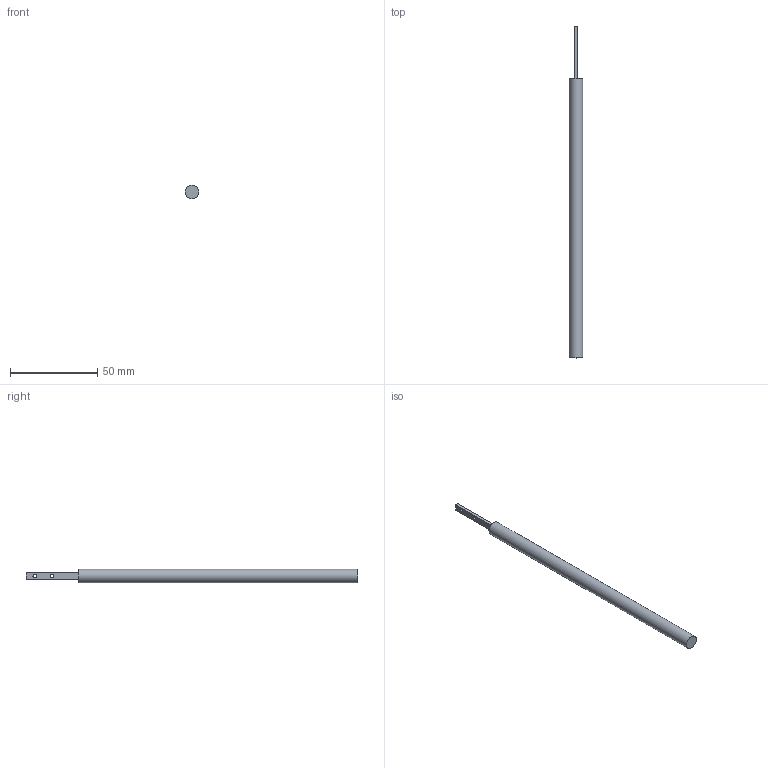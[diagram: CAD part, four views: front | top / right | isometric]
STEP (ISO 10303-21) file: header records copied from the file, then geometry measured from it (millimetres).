
FILE_DESCRIPTION(/* description */ (''),/* implementation_level */ '2;1');
FILE_NAME(/* name */ 'Stereotax adaptor v4.stp',/* time_stamp */ '2018-06-28T06:09:00-07:00',/* author */ ('Ashley'),/* organization */ (''),/* preprocessor_version */ 'ST-DEVELOPER v16.13',/* originating_system */ 'Autodesk Inventor 2018',/* authorisation */ '');
FILE_SCHEMA (('AUTOMOTIVE_DESIGN { 1 0 10303 214 3 1 1 }'));
Length unit declared in the file: millimetre
Products named in the file (1): Stereotax adaptor v4
Bounding box: 7.9 x 190 x 7.9 mm (x, y, z)
Volume: 8036.6 mm3; surface area: 4415.1 mm2
Topology: 1 solids, 1 shells, 10 faces, 23 edges, 16 vertices
Faces by surface type: plane 7, cylinder 3
Full cylindrical faces by diameter (mm): 2 x2, 7.9 x1
Entity records: 303 total; most frequent: DIRECTION 46, CARTESIAN_POINT 43, ORIENTED_EDGE 36, EDGE_LOOP 18, EDGE_CURVE 18, AXIS2_PLACEMENT_3D 17, VERTEX_POINT 14, LINE 12
